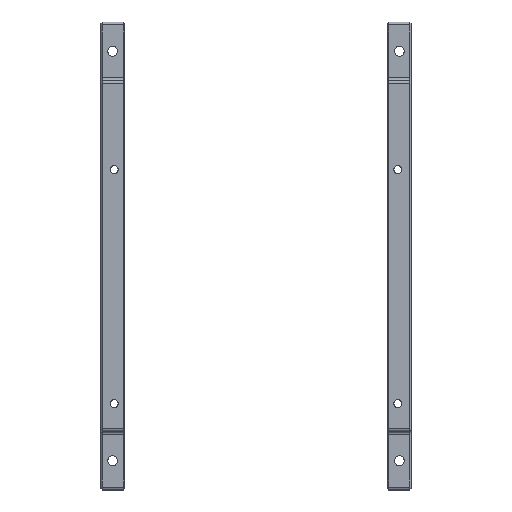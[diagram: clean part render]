
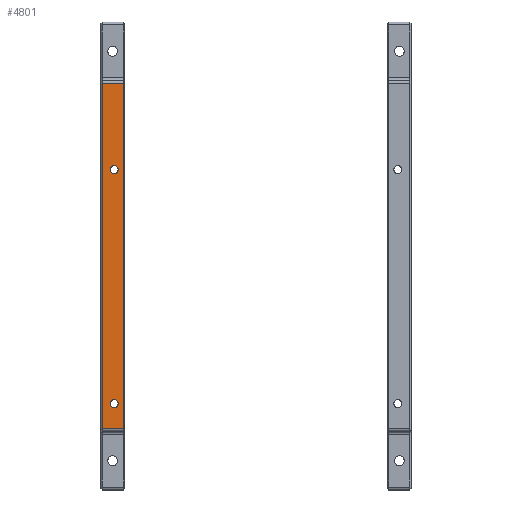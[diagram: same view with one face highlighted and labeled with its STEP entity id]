
A CAD part, front view. The second image highlights one B-rep face of the part: STEP entity #4801.
In plain terms, the highlighted planar face has unit normal (0, -1, 0).
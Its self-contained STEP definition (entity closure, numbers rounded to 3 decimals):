
#19=FACE_BOUND('',#596,.T.);
#20=FACE_BOUND('',#597,.T.);
#111=PLANE('',#5155);
#305=FACE_OUTER_BOUND('',#595,.T.);
#595=EDGE_LOOP('',(#3500,#3501,#3502,#3503));
#596=EDGE_LOOP('',(#3504));
#597=EDGE_LOOP('',(#3505));
#939=LINE('',#7248,#1469);
#972=LINE('',#7349,#1502);
#973=LINE('',#7353,#1503);
#974=LINE('',#7354,#1504);
#1469=VECTOR('',#5726,10.);
#1502=VECTOR('',#5839,10.);
#1503=VECTOR('',#5844,10.);
#1504=VECTOR('',#5845,10.);
#1964=CIRCLE('',#5156,1.35);
#1965=CIRCLE('',#5157,1.35);
#2196=VERTEX_POINT('',#7238);
#2198=VERTEX_POINT('',#7244);
#2227=VERTEX_POINT('',#7348);
#2228=VERTEX_POINT('',#7352);
#2229=VERTEX_POINT('',#7355);
#2230=VERTEX_POINT('',#7357);
#2659=EDGE_CURVE('',#2196,#2198,#939,.T.);
#2710=EDGE_CURVE('',#2198,#2227,#972,.T.);
#2712=EDGE_CURVE('',#2228,#2196,#973,.T.);
#2713=EDGE_CURVE('',#2227,#2228,#974,.T.);
#2714=EDGE_CURVE('',#2229,#2229,#1964,.T.);
#2715=EDGE_CURVE('',#2230,#2230,#1965,.T.);
#3500=ORIENTED_EDGE('',*,*,#2659,.F.);
#3501=ORIENTED_EDGE('',*,*,#2712,.F.);
#3502=ORIENTED_EDGE('',*,*,#2713,.F.);
#3503=ORIENTED_EDGE('',*,*,#2710,.F.);
#3504=ORIENTED_EDGE('',*,*,#2714,.T.);
#3505=ORIENTED_EDGE('',*,*,#2715,.T.);
#4801=ADVANCED_FACE('',(#305,#19,#20),#111,.T.);
#5155=AXIS2_PLACEMENT_3D('',#7351,#5842,#5843);
#5156=AXIS2_PLACEMENT_3D('',#7356,#5846,#5847);
#5157=AXIS2_PLACEMENT_3D('',#7358,#5848,#5849);
#5726=DIRECTION('',(0.,0.,-1.));
#5839=DIRECTION('',(-1.,0.,0.));
#5842=DIRECTION('center_axis',(0.,-1.,0.));
#5843=DIRECTION('ref_axis',(0.,0.,-1.));
#5844=DIRECTION('',(1.,0.,0.));
#5845=DIRECTION('',(0.,0.,1.));
#5846=DIRECTION('center_axis',(0.,1.,0.));
#5847=DIRECTION('ref_axis',(0.,0.,-1.));
#5848=DIRECTION('center_axis',(0.,1.,0.));
#5849=DIRECTION('ref_axis',(0.,0.,-1.));
#7238=CARTESIAN_POINT('',(7.6,-10.1,59.));
#7244=CARTESIAN_POINT('',(7.6,-10.1,-59.));
#7248=CARTESIAN_POINT('',(7.6,-10.1,30.));
#7348=CARTESIAN_POINT('',(0.4,-10.1,-59.));
#7349=CARTESIAN_POINT('',(0.,-10.1,-59.));
#7351=CARTESIAN_POINT('Origin',(0.,-10.1,60.));
#7352=CARTESIAN_POINT('',(0.4,-10.1,59.));
#7353=CARTESIAN_POINT('',(0.,-10.1,59.));
#7354=CARTESIAN_POINT('',(0.4,-10.1,30.));
#7355=CARTESIAN_POINT('',(4.5,-10.1,30.88));
#7356=CARTESIAN_POINT('Origin',(4.5,-10.1,29.53));
#7357=CARTESIAN_POINT('',(4.5,-10.1,-49.12));
#7358=CARTESIAN_POINT('Origin',(4.5,-10.1,-50.47));
